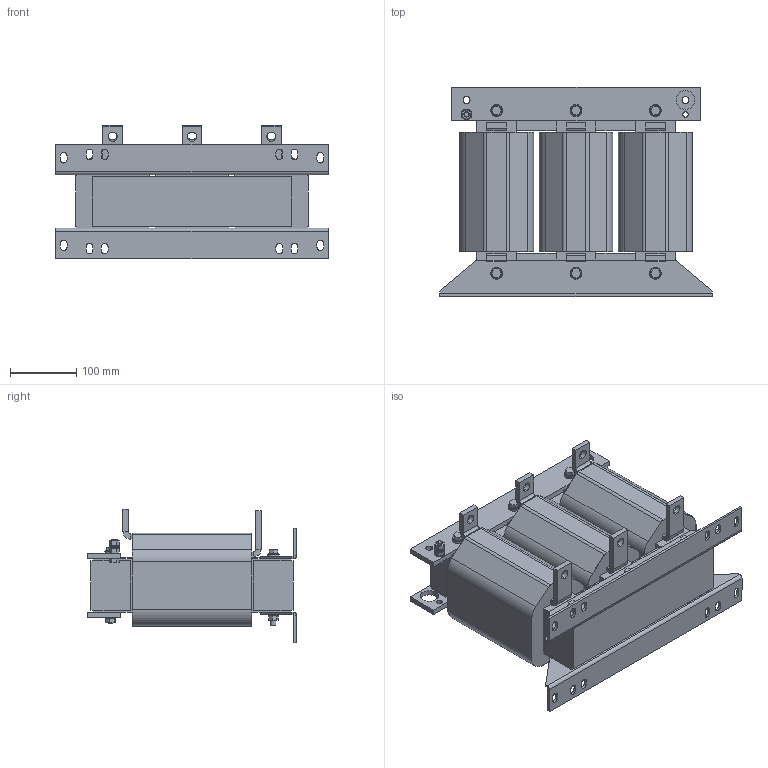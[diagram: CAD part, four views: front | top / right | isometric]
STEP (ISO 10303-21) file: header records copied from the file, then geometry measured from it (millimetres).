
FILE_DESCRIPTION (( 'STEP AP214' ), '1' );
FILE_NAME ('875100.STEP', '2024-05-06T11:00:41', ( '' ), ( '' ), 'SwSTEP 2.0', 'SolidWorks 2022', '' );
FILE_SCHEMA (( 'AUTOMOTIVE_DESIGN' ));
Length unit declared in the file: millimetre
Products named in the file (1): 875100
Bounding box: 412 x 316 x 201.3 mm (x, y, z)
Volume: 11257326.4 mm3; surface area: 679572.4 mm2
Topology: 1 solids, 1 shells, 589 faces, 1574 edges, 1022 vertices
Faces by surface type: plane 427, cylinder 148, cone 14
Entity records: 18424 total; most frequent: CARTESIAN_POINT 3186, ORIENTED_EDGE 3148, DIRECTION 3128, EDGE_CURVE 1574, LINE 1200, VECTOR 1200, VERTEX_POINT 1022, AXIS2_PLACEMENT_3D 964
